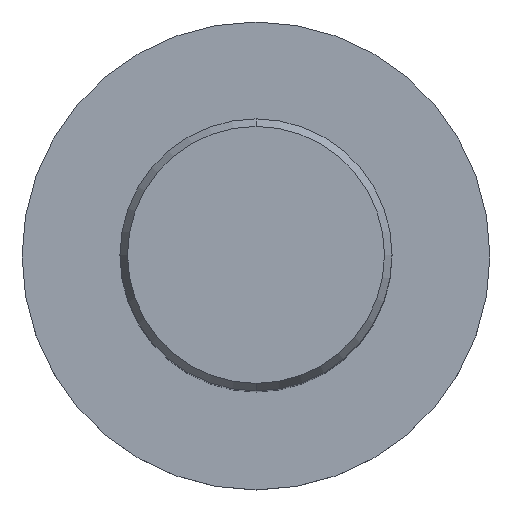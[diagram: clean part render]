
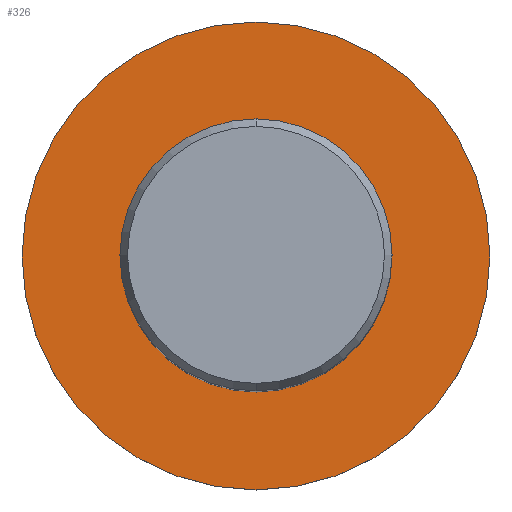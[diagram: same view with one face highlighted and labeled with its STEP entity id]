
A CAD part, top view. The second image highlights one B-rep face of the part: STEP entity #326.
In plain terms, the highlighted planar face has unit normal (0, 0, 1).
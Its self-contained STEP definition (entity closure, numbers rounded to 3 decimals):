
#326=ADVANCED_FACE('',(#792,#793),#794,.T.);
#346=EDGE_CURVE('',#478,#450,#814,.T.);
#360=VERTEX_POINT('',#829);
#450=VERTEX_POINT('',#930);
#478=VERTEX_POINT('',#962);
#572=EDGE_CURVE('',#674,#360,#1065,.T.);
#630=EDGE_CURVE('',#360,#674,#1129,.T.);
#674=VERTEX_POINT('',#1175);
#682=EDGE_CURVE('',#450,#478,#1183,.T.);
#792=FACE_BOUND('',#1344,.T.);
#793=FACE_OUTER_BOUND('',#1345,.T.);
#794=PLANE('',#1346);
#814=CIRCLE('',#1402,21.5);
#829=CARTESIAN_POINT('',(0.0,12.5,-56.0));
#930=CARTESIAN_POINT('',(0.0,21.5,-56.0));
#962=CARTESIAN_POINT('',(0.,-21.5,-56.0));
#1065=CIRCLE('',#1817,12.5);
#1129=CIRCLE('',#1897,12.5);
#1175=CARTESIAN_POINT('',(0.,-12.5,-56.0));
#1183=CIRCLE('',#2062,21.5);
#1344=EDGE_LOOP('',(#2185,#2186));
#1345=EDGE_LOOP('',(#2187,#2188));
#1346=AXIS2_PLACEMENT_3D('',#2189,#2190,#2191);
#1402=AXIS2_PLACEMENT_3D('',#2201,#2202,#2203);
#1817=AXIS2_PLACEMENT_3D('',#2512,#2513,#2514);
#1897=AXIS2_PLACEMENT_3D('',#2612,#2613,#2614);
#2062=AXIS2_PLACEMENT_3D('',#2658,#2659,#2660);
#2185=ORIENTED_EDGE('',*,*,#630,.T.);
#2186=ORIENTED_EDGE('',*,*,#572,.T.);
#2187=ORIENTED_EDGE('',*,*,#682,.F.);
#2188=ORIENTED_EDGE('',*,*,#346,.F.);
#2189=CARTESIAN_POINT('',(0.0,10.75,-56.0));
#2190=DIRECTION('',(-0.0,0.0,1.0));
#2191=DIRECTION('',(0.0,-1.0,0.0));
#2201=CARTESIAN_POINT('',(0.0,0.0,-56.0));
#2202=DIRECTION('',(0.0,0.0,-1.0));
#2203=DIRECTION('',(0.0,1.0,0.0));
#2512=CARTESIAN_POINT('',(0.0,0.0,-56.0));
#2513=DIRECTION('',(-0.0,0.0,-1.0));
#2514=DIRECTION('',(0.0,1.0,0.0));
#2612=CARTESIAN_POINT('',(0.0,0.0,-56.0));
#2613=DIRECTION('',(-0.0,0.0,-1.0));
#2614=DIRECTION('',(0.0,1.0,0.0));
#2658=CARTESIAN_POINT('',(0.0,0.0,-56.0));
#2659=DIRECTION('',(0.0,0.0,-1.0));
#2660=DIRECTION('',(0.0,1.0,0.0));
